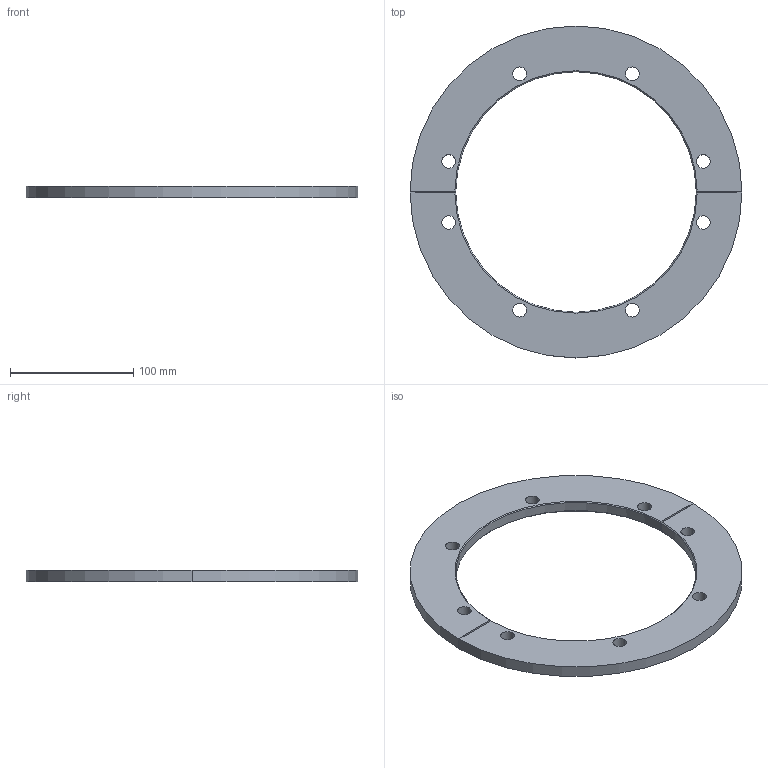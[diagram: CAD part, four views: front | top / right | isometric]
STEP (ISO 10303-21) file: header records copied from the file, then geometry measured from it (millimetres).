
FILE_DESCRIPTION (( 'STEP AP203' ), '1' );
FILE_NAME ('F162.STEP', '2022-04-27T14:43:03', ( '' ), ( '' ), 'SwSTEP 2.0', 'SolidWorks 2020', '' );
FILE_SCHEMA (( 'CONFIG_CONTROL_DESIGN' ));
Length unit declared in the file: inch
Products named in the file (1): F162
Bounding box: 269.62 x 269.62 x 9.53 mm (x, y, z)
Volume: 250278.9 mm3; surface area: 69418 mm2
Topology: 1 solids, 1 shells, 38 faces, 104 edges, 66 vertices
Faces by surface type: cylinder 24, plane 10, cone 4
Entity records: 1341 total; most frequent: DIRECTION 232, CARTESIAN_POINT 221, ORIENTED_EDGE 208, EDGE_CURVE 104, AXIS2_PLACEMENT_3D 93, VERTEX_POINT 66, CIRCLE 54, EDGE_LOOP 54
